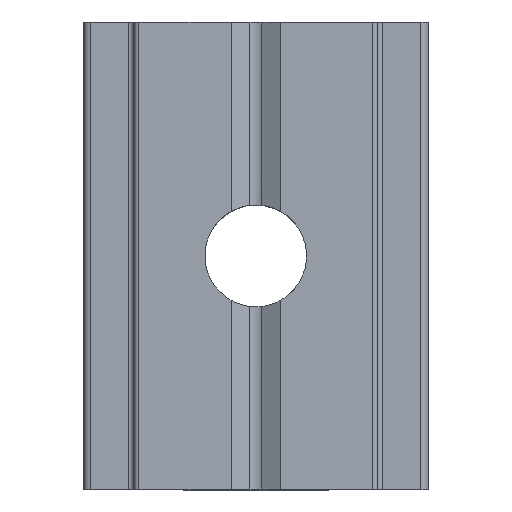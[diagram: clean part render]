
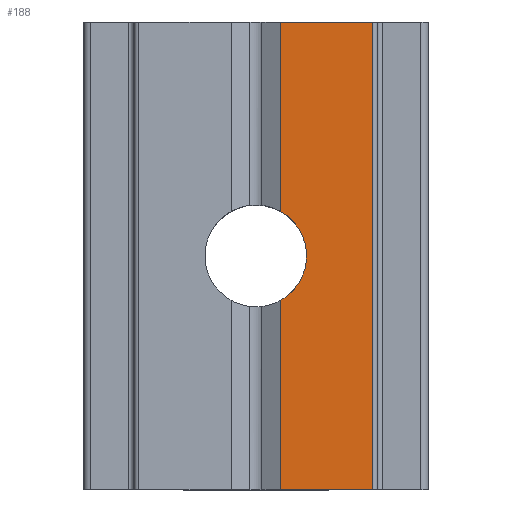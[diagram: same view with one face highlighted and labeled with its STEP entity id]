
A CAD part, top view. The second image highlights one B-rep face of the part: STEP entity #188.
In plain terms, the highlighted planar face has unit normal (0, 0, 1).
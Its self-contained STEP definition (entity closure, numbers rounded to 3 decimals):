
#1 = CARTESIAN_POINT ( 'NONE',  ( 4.75, -9.5, 1.5 ) ) ;
#41 = VERTEX_POINT ( 'NONE', #185 ) ;
#72 = VECTOR ( 'NONE', #150, 1000. ) ;
#102 = ORIENTED_EDGE ( 'NONE', *, *, #900, .T. ) ;
#103 = CARTESIAN_POINT ( 'NONE',  ( 1., -9.501, 1.5 ) ) ;
#134 = DIRECTION ( 'NONE',  ( -1., 0., 0. ) ) ;
#150 = DIRECTION ( 'NONE',  ( 0., 1., 0. ) ) ;
#161 = ORIENTED_EDGE ( 'NONE', *, *, #1251, .T. ) ;
#163 = CARTESIAN_POINT ( 'NONE',  ( 4.75, 0., 1.5 ) ) ;
#185 = CARTESIAN_POINT ( 'NONE',  ( 1., -1.809, 1.5 ) ) ;
#188 = ADVANCED_FACE ( 'NONE', ( #1067 ), #1499, .F. ) ;
#264 = VERTEX_POINT ( 'NONE', #1378 ) ;
#278 = CARTESIAN_POINT ( 'NONE',  ( 0., 0., 1.5 ) ) ;
#308 = DIRECTION ( 'NONE',  ( -1., 0., 0. ) ) ;
#343 = ORIENTED_EDGE ( 'NONE', *, *, #1113, .F. ) ;
#388 = DIRECTION ( 'NONE',  ( 0., 1., 0. ) ) ;
#391 = LINE ( 'NONE', #761, #72 ) ;
#417 = DIRECTION ( 'NONE',  ( 0., 0., -1. ) ) ;
#475 = DIRECTION ( 'NONE',  ( 0., 1., 0. ) ) ;
#490 = VERTEX_POINT ( 'NONE', #1421 ) ;
#684 = AXIS2_PLACEMENT_3D ( 'NONE', #924, #417, #1289 ) ;
#703 = CARTESIAN_POINT ( 'NONE',  ( 4.75, 9.5, 1.5 ) ) ;
#742 = VERTEX_POINT ( 'NONE', #1 ) ;
#761 = CARTESIAN_POINT ( 'NONE',  ( 1., -9.501, 1.5 ) ) ;
#790 = VECTOR ( 'NONE', #308, 1000. ) ;
#828 = VECTOR ( 'NONE', #475, 1000. ) ;
#891 = DIRECTION ( 'NONE',  ( 0., 0., -1. ) ) ;
#900 = EDGE_CURVE ( 'NONE', #1399, #742, #1217, .T. ) ;
#915 = EDGE_CURVE ( 'NONE', #1399, #41, #391, .T. ) ;
#924 = CARTESIAN_POINT ( 'NONE',  ( 0., 0., 1.5 ) ) ;
#931 = VECTOR ( 'NONE', #1037, 1000. ) ;
#1008 = VERTEX_POINT ( 'NONE', #703 ) ;
#1037 = DIRECTION ( 'NONE',  ( 1., 0., 0. ) ) ;
#1042 = EDGE_LOOP ( 'NONE', ( #102, #161, #1479, #343, #1536, #1455 ) ) ;
#1067 = FACE_OUTER_BOUND ( 'NONE', #1042, .T. ) ;
#1113 = EDGE_CURVE ( 'NONE', #264, #490, #1507, .T. ) ;
#1177 = VECTOR ( 'NONE', #388, 1000. ) ;
#1189 = CARTESIAN_POINT ( 'NONE',  ( 1., -9.5, 1.5 ) ) ;
#1217 = LINE ( 'NONE', #1371, #931 ) ;
#1232 = LINE ( 'NONE', #1535, #790 ) ;
#1251 = EDGE_CURVE ( 'NONE', #742, #1008, #1402, .T. ) ;
#1254 = AXIS2_PLACEMENT_3D ( 'NONE', #278, #891, #134 ) ;
#1289 = DIRECTION ( 'NONE',  ( 0., 1., 0. ) ) ;
#1306 = CIRCLE ( 'NONE', #684, 2.067 ) ;
#1325 = EDGE_CURVE ( 'NONE', #264, #41, #1306, .T. ) ;
#1371 = CARTESIAN_POINT ( 'NONE',  ( 4.95, -9.5, 1.5 ) ) ;
#1378 = CARTESIAN_POINT ( 'NONE',  ( 1., 1.809, 1.5 ) ) ;
#1389 = EDGE_CURVE ( 'NONE', #1008, #490, #1232, .T. ) ;
#1399 = VERTEX_POINT ( 'NONE', #1189 ) ;
#1402 = LINE ( 'NONE', #163, #1177 ) ;
#1421 = CARTESIAN_POINT ( 'NONE',  ( 1., 9.5, 1.5 ) ) ;
#1455 = ORIENTED_EDGE ( 'NONE', *, *, #915, .F. ) ;
#1479 = ORIENTED_EDGE ( 'NONE', *, *, #1389, .T. ) ;
#1499 = PLANE ( 'NONE',  #1254 ) ;
#1507 = LINE ( 'NONE', #103, #828 ) ;
#1535 = CARTESIAN_POINT ( 'NONE',  ( -4.95, 9.5, 1.5 ) ) ;
#1536 = ORIENTED_EDGE ( 'NONE', *, *, #1325, .T. ) ;
